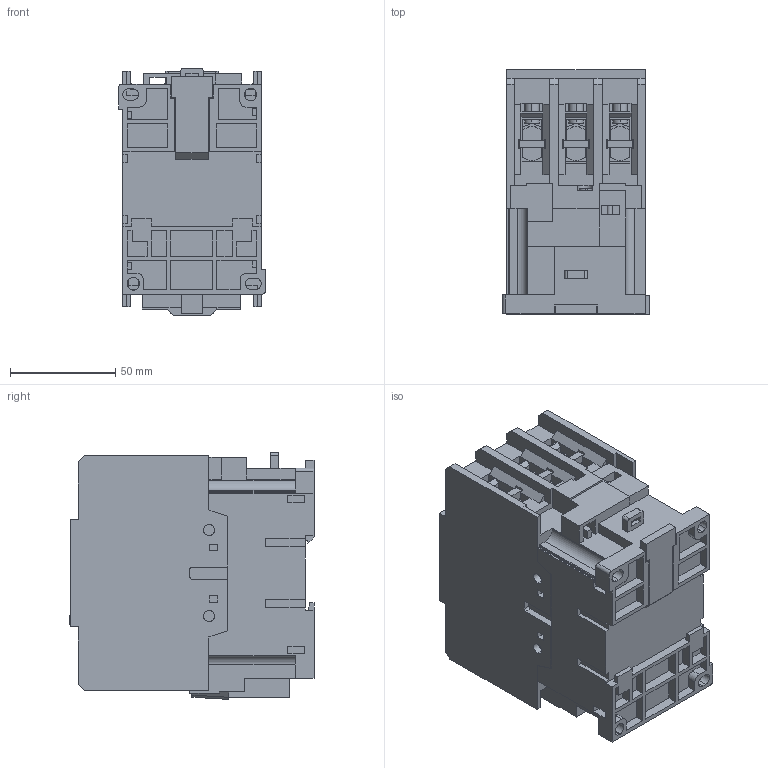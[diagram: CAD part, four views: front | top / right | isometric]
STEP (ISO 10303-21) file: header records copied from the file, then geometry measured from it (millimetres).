
FILE_DESCRIPTION((''),'2;1');
FILE_NAME('CEM50_80','2018-05-14T',('luka.skrinjar'),('Audax d.o.o.'),'CREO PARAMETRIC BY PTC INC, 2016050','CREO PARAMETRIC BY PTC INC, 2016050','');
FILE_SCHEMA(('AUTOMOTIVE_DESIGN { 1 0 10303 214 1 1 1 1 }'));
Length unit declared in the file: millimetre
Products named in the file (1): CEM50_80
Bounding box: 69.7 x 116.05 x 117.3 mm (x, y, z)
Volume: 693551.4 mm3; surface area: 90989.7 mm2
Topology: 1 solids, 5 shells, 1105 faces, 3052 edges, 2035 vertices
Faces by surface type: plane 944, cylinder 151, cone 10
Entity records: 35312 total; most frequent: CARTESIAN_POINT 6587, ORIENTED_EDGE 6052, DIRECTION 5557, EDGE_CURVE 3052, VECTOR 2611, LINE 2611, VERTEX_POINT 2035, AXIS2_PLACEMENT_3D 1473
